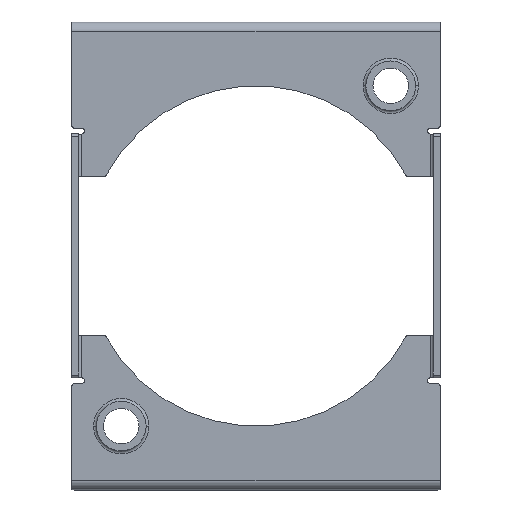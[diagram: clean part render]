
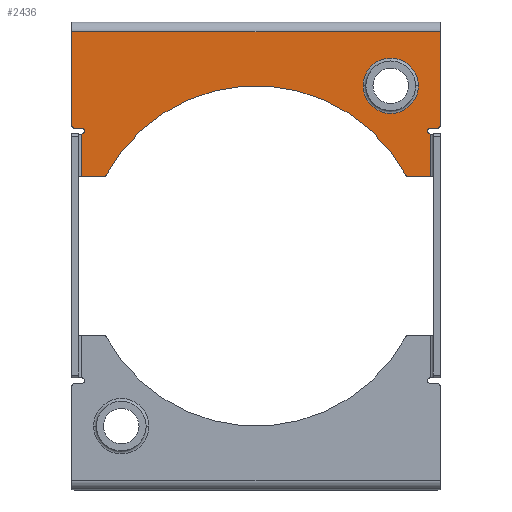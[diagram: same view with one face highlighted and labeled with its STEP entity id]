
A CAD part, top view. The second image highlights one B-rep face of the part: STEP entity #2436.
In plain terms, the highlighted planar face has unit normal (0, 0, 1).
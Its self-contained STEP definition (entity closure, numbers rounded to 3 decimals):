
#221=DIRECTION('',(0.,-1.,0.));
#222=VECTOR('',#221,6.6);
#223=CARTESIAN_POINT('',(-13.,15.8,0.5));
#224=LINE('',#223,#222);
#397=DIRECTION('',(0.,-1.,0.));
#398=VECTOR('',#397,6.6);
#399=CARTESIAN_POINT('',(13.,15.8,0.5));
#400=LINE('',#399,#398);
#562=DIRECTION('',(-1.,0.,0.));
#563=VECTOR('',#562,1.567);
#564=CARTESIAN_POINT('',(-10.733,5.6,0.5));
#565=LINE('',#564,#563);
#579=DIRECTION('',(-1.,0.,0.));
#580=VECTOR('',#579,1.567);
#581=CARTESIAN_POINT('',(12.3,5.6,0.5));
#582=LINE('',#581,#580);
#832=CARTESIAN_POINT('',(9.5,12.,0.5));
#833=DIRECTION('',(0.,0.,1.));
#834=DIRECTION('',(-1.,0.,0.));
#835=AXIS2_PLACEMENT_3D('',#832,#833,#834);
#837=CARTESIAN_POINT('',(9.5,12.,0.5));
#838=DIRECTION('',(0.,0.,1.));
#839=DIRECTION('',(1.,0.,0.));
#840=AXIS2_PLACEMENT_3D('',#837,#838,#839);
#842=DIRECTION('',(-1.,0.,0.));
#843=VECTOR('',#842,26.);
#844=CARTESIAN_POINT('',(13.,15.8,0.5));
#845=LINE('',#844,#843);
#846=CARTESIAN_POINT('',(12.8,9.2,0.5));
#847=DIRECTION('',(0.,0.,-1.));
#848=DIRECTION('',(1.,0.,0.));
#849=AXIS2_PLACEMENT_3D('',#846,#847,#848);
#851=DIRECTION('',(1.,0.,0.));
#852=VECTOR('',#851,0.5);
#853=CARTESIAN_POINT('',(12.3,9.,0.5));
#854=LINE('',#853,#852);
#855=CARTESIAN_POINT('',(12.3,8.8,0.5));
#856=DIRECTION('',(0.,0.,-1.));
#857=DIRECTION('',(0.,-1.,0.));
#858=AXIS2_PLACEMENT_3D('',#855,#856,#857);
#860=DIRECTION('',(0.,-1.,0.));
#861=VECTOR('',#860,3.);
#862=CARTESIAN_POINT('',(12.3,8.6,0.5));
#863=LINE('',#862,#861);
#864=CARTESIAN_POINT('',(10.733,5.8,0.5));
#865=DIRECTION('',(0.,0.,1.));
#866=DIRECTION('',(-0.88,-0.475,0.));
#867=AXIS2_PLACEMENT_3D('',#864,#865,#866);
#869=CARTESIAN_POINT('',(0.,0.,0.5));
#870=DIRECTION('',(0.,0.,1.));
#871=DIRECTION('',(0.88,0.475,0.));
#872=AXIS2_PLACEMENT_3D('',#869,#870,#871);
#874=CARTESIAN_POINT('',(-10.733,5.8,0.5));
#875=DIRECTION('',(0.,0.,1.));
#876=DIRECTION('',(0.,-1.,0.));
#877=AXIS2_PLACEMENT_3D('',#874,#875,#876);
#879=DIRECTION('',(0.,-1.,0.));
#880=VECTOR('',#879,3.);
#881=CARTESIAN_POINT('',(-12.3,8.6,0.5));
#882=LINE('',#881,#880);
#883=CARTESIAN_POINT('',(-12.3,8.8,0.5));
#884=DIRECTION('',(0.,0.,-1.));
#885=DIRECTION('',(0.,1.,0.));
#886=AXIS2_PLACEMENT_3D('',#883,#884,#885);
#888=DIRECTION('',(1.,0.,0.));
#889=VECTOR('',#888,0.5);
#890=CARTESIAN_POINT('',(-12.8,9.,0.5));
#891=LINE('',#890,#889);
#892=CARTESIAN_POINT('',(-12.8,9.2,0.5));
#893=DIRECTION('',(0.,0.,-1.));
#894=DIRECTION('',(0.,-1.,0.));
#895=AXIS2_PLACEMENT_3D('',#892,#893,#894);
#1394=CARTESIAN_POINT('',(-13.,9.2,0.5));
#1396=VERTEX_POINT('',#1394);
#1402=CARTESIAN_POINT('',(13.,9.2,0.5));
#1404=VERTEX_POINT('',#1402);
#1414=CARTESIAN_POINT('',(12.3,9.,0.5));
#1415=CARTESIAN_POINT('',(12.8,9.,0.5));
#1416=VERTEX_POINT('',#1414);
#1417=VERTEX_POINT('',#1415);
#1418=CARTESIAN_POINT('',(-12.8,9.,0.5));
#1419=VERTEX_POINT('',#1418);
#1420=CARTESIAN_POINT('',(-12.3,9.,0.5));
#1421=VERTEX_POINT('',#1420);
#1446=CARTESIAN_POINT('',(7.55,12.,0.5));
#1447=CARTESIAN_POINT('',(11.45,12.,0.5));
#1448=VERTEX_POINT('',#1446);
#1449=VERTEX_POINT('',#1447);
#1526=CARTESIAN_POINT('',(10.557,5.705,0.5));
#1527=CARTESIAN_POINT('',(-10.557,5.705,0.5));
#1528=VERTEX_POINT('',#1526);
#1529=VERTEX_POINT('',#1527);
#1554=CARTESIAN_POINT('',(-12.3,8.6,0.5));
#1555=CARTESIAN_POINT('',(-12.3,5.6,0.5));
#1556=VERTEX_POINT('',#1554);
#1557=VERTEX_POINT('',#1555);
#1558=CARTESIAN_POINT('',(12.3,8.6,0.5));
#1559=CARTESIAN_POINT('',(12.3,5.6,0.5));
#1560=VERTEX_POINT('',#1558);
#1561=VERTEX_POINT('',#1559);
#1574=CARTESIAN_POINT('',(-13.,15.8,0.5));
#1576=VERTEX_POINT('',#1574);
#1580=CARTESIAN_POINT('',(13.,15.8,0.5));
#1581=VERTEX_POINT('',#1580);
#1674=CARTESIAN_POINT('',(-10.733,5.6,0.5));
#1675=VERTEX_POINT('',#1674);
#1684=CARTESIAN_POINT('',(10.733,5.6,0.5));
#1685=VERTEX_POINT('',#1684);
#2396=CARTESIAN_POINT('',(-13.,16.5,0.5));
#2397=DIRECTION('',(0.,0.,1.));
#2398=DIRECTION('',(0.,-1.,0.));
#2399=AXIS2_PLACEMENT_3D('',#2396,#2397,#2398);
#2400=PLANE('',#2399);
#2401=ORIENTED_EDGE('',*,*,#1798,.F.);
#2402=ORIENTED_EDGE('',*,*,#1892,.T.);
#2404=ORIENTED_EDGE('',*,*,#2403,.T.);
#2406=ORIENTED_EDGE('',*,*,#2405,.F.);
#2408=ORIENTED_EDGE('',*,*,#2407,.F.);
#2410=ORIENTED_EDGE('',*,*,#2409,.T.);
#2411=ORIENTED_EDGE('',*,*,#2042,.T.);
#2413=ORIENTED_EDGE('',*,*,#2412,.F.);
#2415=ORIENTED_EDGE('',*,*,#2414,.T.);
#2417=ORIENTED_EDGE('',*,*,#2416,.F.);
#2418=ORIENTED_EDGE('',*,*,#2024,.T.);
#2420=ORIENTED_EDGE('',*,*,#2419,.F.);
#2422=ORIENTED_EDGE('',*,*,#2421,.F.);
#2424=ORIENTED_EDGE('',*,*,#2423,.F.);
#2426=ORIENTED_EDGE('',*,*,#2425,.T.);
#2427=ORIENTED_EDGE('',*,*,#1713,.F.);
#2428=EDGE_LOOP('',(#2401,#2402,#2404,#2406,#2408,#2410,#2411,#2413,#2415,#2417,
#2418,#2420,#2422,#2424,#2426,#2427));
#2429=FACE_OUTER_BOUND('',#2428,.F.);
#2431=ORIENTED_EDGE('',*,*,#2430,.T.);
#2433=ORIENTED_EDGE('',*,*,#2432,.T.);
#2434=EDGE_LOOP('',(#2431,#2433));
#2435=FACE_BOUND('',#2434,.F.);
#836=CIRCLE('',#835,1.95);
#841=CIRCLE('',#840,1.95);
#850=CIRCLE('',#849,0.2);
#859=CIRCLE('',#858,0.2);
#868=CIRCLE('',#867,0.2);
#873=CIRCLE('',#872,12.);
#878=CIRCLE('',#877,0.2);
#887=CIRCLE('',#886,0.2);
#896=CIRCLE('',#895,0.2);
#1713=EDGE_CURVE('',#1576,#1396,#224,.T.);
#1798=EDGE_CURVE('',#1581,#1576,#845,.T.);
#1892=EDGE_CURVE('',#1581,#1404,#400,.T.);
#2024=EDGE_CURVE('',#1675,#1557,#565,.T.);
#2042=EDGE_CURVE('',#1561,#1685,#582,.T.);
#2403=EDGE_CURVE('',#1404,#1417,#850,.T.);
#2405=EDGE_CURVE('',#1416,#1417,#854,.T.);
#2407=EDGE_CURVE('',#1560,#1416,#859,.T.);
#2409=EDGE_CURVE('',#1560,#1561,#863,.T.);
#2412=EDGE_CURVE('',#1528,#1685,#868,.T.);
#2414=EDGE_CURVE('',#1528,#1529,#873,.T.);
#2416=EDGE_CURVE('',#1675,#1529,#878,.T.);
#2419=EDGE_CURVE('',#1556,#1557,#882,.T.);
#2421=EDGE_CURVE('',#1421,#1556,#887,.T.);
#2423=EDGE_CURVE('',#1419,#1421,#891,.T.);
#2425=EDGE_CURVE('',#1419,#1396,#896,.T.);
#2430=EDGE_CURVE('',#1448,#1449,#836,.T.);
#2432=EDGE_CURVE('',#1449,#1448,#841,.T.);
#2436=ADVANCED_FACE('',(#2429,#2435),#2400,.T.);
